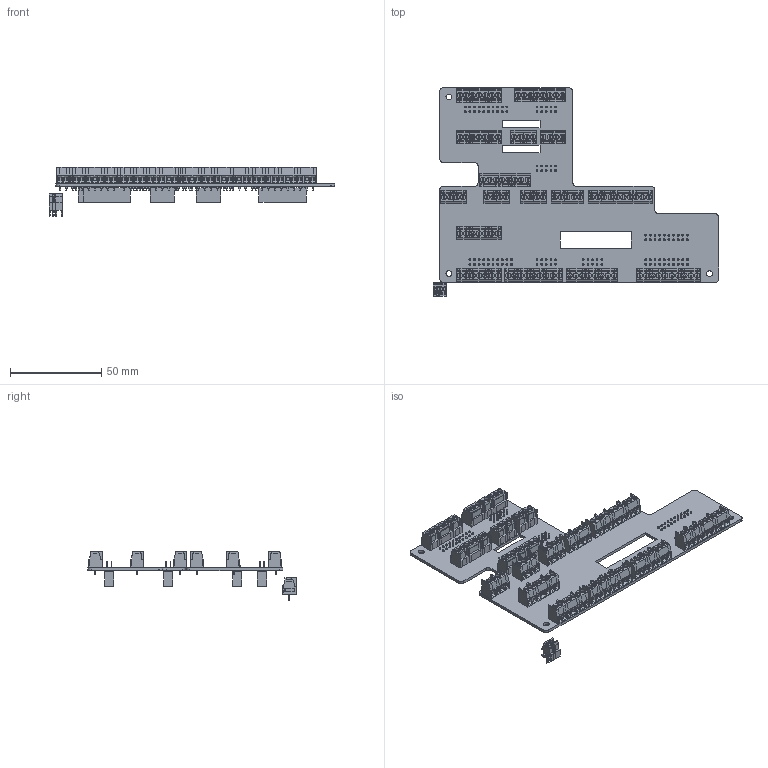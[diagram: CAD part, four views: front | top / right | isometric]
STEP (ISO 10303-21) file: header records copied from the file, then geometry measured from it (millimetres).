
FILE_DESCRIPTION(('HOOPS Exchange Step'),'2;1');
FILE_NAME('export-4AC58D13-905C-41BE-9418-9DCA4BA1C191.stp','2024-06-12T13:17:09+02:00',('Engineering'),('Alibre'),'HOOPS Exchange 2023.0','Alibre','Unknown authorisation');
FILE_SCHEMA( ('AP242_MANAGED_MODEL_BASED_3D_ENGINEERING_MIM_LF {1 0 10303 442 1 1 4 }') );
Length unit declared in the file: millimetre
Products named in the file (148): Board (2); CPA3.5_DX; 691243110002; CPA3.5_SX; 691243110002 (1); 691243110002 (1)_2; 691243110004; CPA3.5_DX (1); 691243110002 (2); CPA3.5_SX (1); 691243110002 (1) (1); 691243110002 (1) (1)_2; 691243110004 (1); CPA3.5_DX (2); 691243110002 (3); CPA3.5_SX (2); 691243110002 (1) (2); 691243110002 (1) (2)_2; 691243110004 (2); CPA3.5_DX (3); 691243110002 (4); CPA3.5_SX (3); 691243110002 (1) (3); 691243110002 (1) (3)_2; 691243110004 (3); CPA3.5_DX (4); 691243110002 (5); CPA3.5_SX (4); 691243110002 (1) (4); 691243110002 (1) (4)_2; 691243110004 (4); CPA3.5_DX (5); 691243110002 (6); CPA3.5_SX (5); 691243110002 (1) (5); 691243110003; 691243110003 (1); 691243110005; CPA3.5_DX (6); 691243110002 (7) ...
Assembly tree (223 placements, depth 6):
  4890 CNC760 Breakout Board
    4890-1 CNC760 Breakout Board
      Board (2)
      Packages (2)
        691243110004
          691243110002 (1)
            CPA3.5_DX
            691243110002
            CPA3.5_SX
          691243110002 (1)_2
            CPA3.5_DX
            691243110002
            CPA3.5_SX
        691243110004 (1)
          691243110002 (1) (1)
            CPA3.5_DX (1)
            691243110002 (2)
            CPA3.5_SX (1)
          691243110002 (1) (1)_2
            CPA3.5_DX (1)
            691243110002 (2)
            CPA3.5_SX (1)
        691243110004 (2)
          691243110002 (1) (2)
            CPA3.5_DX (2)
            691243110002 (3)
            CPA3.5_SX (2)
          691243110002 (1) (2)_2
            CPA3.5_DX (2)
            691243110002 (3)
            CPA3.5_SX (2)
        691243110004 (3)
          691243110002 (1) (3)
            CPA3.5_DX (3)
            691243110002 (4)
            CPA3.5_SX (3)
          691243110002 (1) (3)_2
            CPA3.5_DX (3)
            691243110002 (4)
            CPA3.5_SX (3)
        691243110004 (4)
          691243110002 (1) (4)
            CPA3.5_DX (4)
            691243110002 (5)
            CPA3.5_SX (4)
          691243110002 (1) (4)_2
            CPA3.5_DX (4)
            691243110002 (5)
            CPA3.5_SX (4)
        691243110005
          691243110002 (1) (5)
            CPA3.5_DX (5)
            691243110002 (6)
            CPA3.5_SX (5)
          691243110003 (1)
            CPA3.5_DX (5)
            691243110003
            CPA3.5_SX (5)
        691243110007
          691243110002 (1) (6)
Bounding box: 156.5 x 114.3 x 27.2 mm (x, y, z)
Volume: 47419.3 mm3; surface area: 77900.3 mm2
Topology: 201 solids, 201 shells, 11870 faces, 33216 edges, 21952 vertices
Faces by surface type: plane 10866, cylinder 1004
Entity records: 195236 total; most frequent: CARTESIAN_POINT 32020, ORIENTED_EDGE 31332, DIRECTION 29174, EDGE_CURVE 15666, VECTOR 14122, LINE 14122, VERTEX_POINT 10372, AXIS2_PLACEMENT_3D 7526
